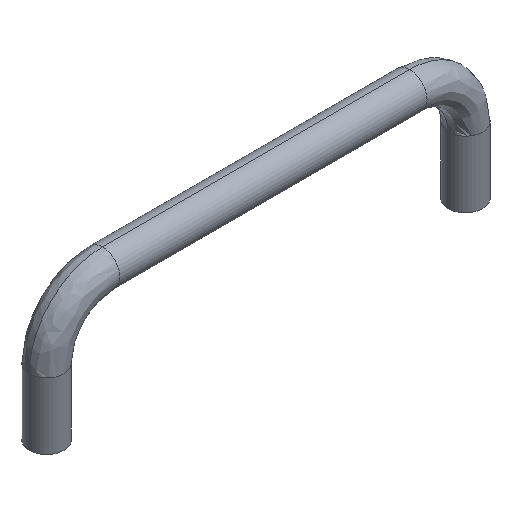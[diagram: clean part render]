
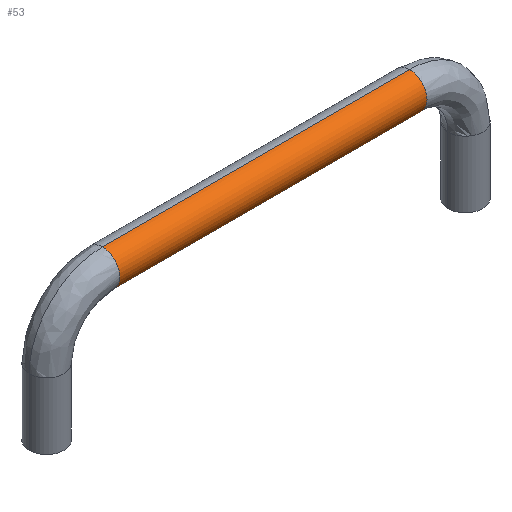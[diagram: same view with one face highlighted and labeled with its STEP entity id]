
A CAD part, isometric view. The second image highlights one B-rep face of the part: STEP entity #53.
In plain terms, the highlighted cylindrical face has radius 5 mm (diameter 10 mm), a partial arc.
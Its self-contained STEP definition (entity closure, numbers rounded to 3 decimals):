
#53=ADVANCED_FACE('',(#191),#190,.T.);
#190=CYLINDRICAL_SURFACE('',#490,5.);
#191=FACE_OUTER_BOUND('',#491,.T.);
#487=CARTESIAN_POINT('',(0.,0.,5.));
#488=DIRECTION('',(-1.,0.,0.));
#489=DIRECTION('',(0.,0.,1.));
#490=AXIS2_PLACEMENT_3D('',#487,#488,#489);
#491=EDGE_LOOP('',(#560,#561,#562,#563));
#560=ORIENTED_EDGE('',*,*,#580,.F.);
#561=ORIENTED_EDGE('',*,*,#608,.T.);
#562=ORIENTED_EDGE('',*,*,#603,.T.);
#563=ORIENTED_EDGE('',*,*,#609,.F.);
#580=EDGE_CURVE('',#614,#615,#616,.T.);
#603=EDGE_CURVE('',#739,#738,#772,.T.);
#608=EDGE_CURVE('',#614,#739,#802,.T.);
#609=EDGE_CURVE('',#615,#738,#808,.T.);
#614=VERTEX_POINT('',#838);
#615=VERTEX_POINT('',#839);
#616=CIRCLE('',#843,5.);
#738=VERTEX_POINT('',#931);
#739=VERTEX_POINT('',#932);
#772=CIRCLE('',#963,5.);
#802=(BOUNDED_CURVE() B_SPLINE_CURVE(1,(#972,#973),.UNSPECIFIED.,.F.,.F.) B_SPLINE_CURVE_WITH_KNOTS((2,2),(0.083,0.917),.UNSPECIFIED.) CURVE() GEOMETRIC_REPRESENTATION_ITEM() RATIONAL_B_SPLINE_CURVE((1.,1.)) REPRESENTATION_ITEM('') );
#808=(BOUNDED_CURVE() B_SPLINE_CURVE(1,(#974,#975),.UNSPECIFIED.,.F.,.F.) B_SPLINE_CURVE_WITH_KNOTS((2,2),(0.083,0.917),.UNSPECIFIED.) CURVE() GEOMETRIC_REPRESENTATION_ITEM() RATIONAL_B_SPLINE_CURVE((0.75,0.75)) REPRESENTATION_ITEM('') );
#838=CARTESIAN_POINT('',(44.,0.,10.));
#839=CARTESIAN_POINT('',(44.,0.,0.));
#840=CARTESIAN_POINT('',(44.,0.,5.));
#841=DIRECTION('',(1.,0.,0.));
#842=DIRECTION('',(0.,0.,-1.));
#843=AXIS2_PLACEMENT_3D('',#840,#841,#842);
#931=CARTESIAN_POINT('',(-44.,0.,0.));
#932=CARTESIAN_POINT('',(-44.,0.,10.));
#960=CARTESIAN_POINT('',(-44.,0.,5.));
#961=DIRECTION('',(1.,0.,0.));
#962=DIRECTION('',(0.,0.,-1.));
#963=AXIS2_PLACEMENT_3D('',#960,#961,#962);
#972=CARTESIAN_POINT('',(44.,0.,10.));
#973=CARTESIAN_POINT('',(-44.,0.,10.));
#974=CARTESIAN_POINT('',(44.,0.,0.));
#975=CARTESIAN_POINT('',(-44.,0.,0.));
